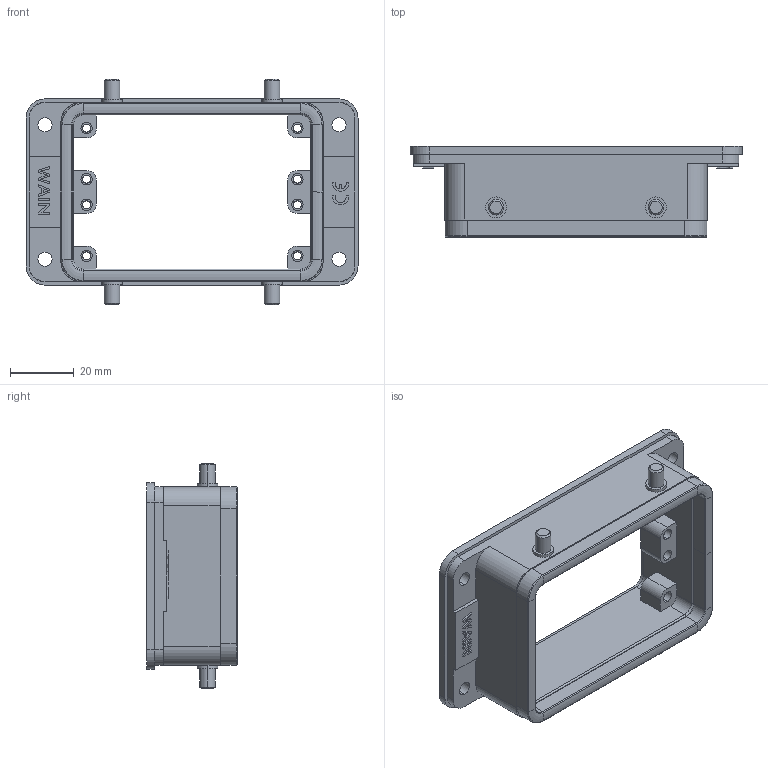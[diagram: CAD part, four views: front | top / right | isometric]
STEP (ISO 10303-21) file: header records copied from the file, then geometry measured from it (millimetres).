
FILE_DESCRIPTION(/* description */ (''),/* implementation_level */ '2;1');
FILE_NAME(/* name */ '3D_1100323301001_H32A-BK-4B_V1.1.stp',/* time_stamp */ '2023-12-12T11:23:48+08:00',/* author */ (''),/* organization */ (''),/* preprocessor_version */ 'ST-DEVELOPER v18.1',/* originating_system */ 'SIEMENS PLM Software NX 1980',/* authorisation */ '');
FILE_SCHEMA (('AUTOMOTIVE_DESIGN { 1 0 10303 214 3 1 1 1 }'));
Length unit declared in the file: millimetre
Products named in the file (1): 3D_1100323301001_H32A-BK-4B_V1.0_stp
Bounding box: 103.9 x 28.43 x 70.6 mm (x, y, z)
Volume: 37549.9 mm3; surface area: 25118.7 mm2
Topology: 1 solids, 1 shells, 357 faces, 909 edges, 586 vertices
Faces by surface type: plane 176, cylinder 149, torus 16, cone 12, bspline 4
Entity records: 11086 total; most frequent: CARTESIAN_POINT 2290, DIRECTION 1838, ORIENTED_EDGE 1818, EDGE_CURVE 909, AXIS2_PLACEMENT_3D 674, VERTEX_POINT 586, LINE 490, VECTOR 490
